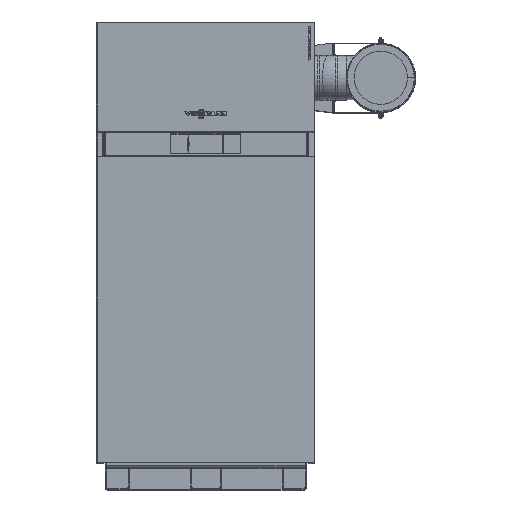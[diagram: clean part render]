
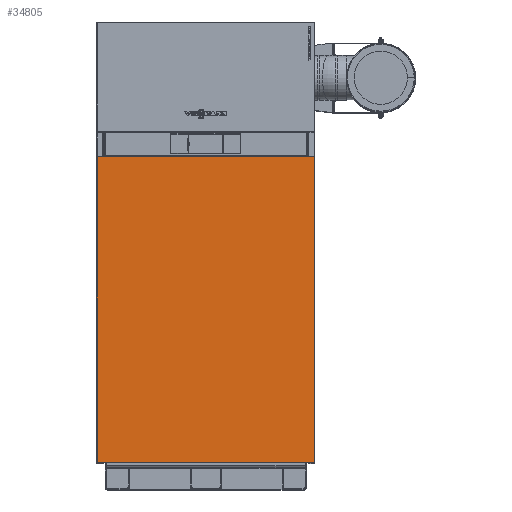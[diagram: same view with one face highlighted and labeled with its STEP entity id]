
A CAD part, top view. The second image highlights one B-rep face of the part: STEP entity #34805.
In plain terms, the highlighted planar face has unit normal (0, 0, 1).
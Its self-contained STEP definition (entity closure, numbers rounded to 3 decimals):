
#3455=FACE_OUTER_BOUND('',#4918,.T.);
#4918=EDGE_LOOP('',(#28740,#28741,#28742,#28743,#28744,#28745,#28746,#28747));
#7986=LINE('',#57765,#11861);
#8034=LINE('',#57961,#11909);
#8035=LINE('',#57963,#11910);
#8036=LINE('',#57965,#11911);
#8037=LINE('',#57967,#11912);
#8038=LINE('',#57968,#11913);
#8039=LINE('',#57970,#11914);
#8040=LINE('',#57971,#11915);
#11861=VECTOR('',#45103,0.039);
#11909=VECTOR('',#45265,0.039);
#11910=VECTOR('',#45266,0.039);
#11911=VECTOR('',#45267,0.039);
#11912=VECTOR('',#45268,0.039);
#11913=VECTOR('',#45269,0.039);
#11914=VECTOR('',#45270,0.039);
#11915=VECTOR('',#45271,0.039);
#16092=VERTEX_POINT('',#57762);
#16093=VERTEX_POINT('',#57764);
#16149=VERTEX_POINT('',#57959);
#16150=VERTEX_POINT('',#57960);
#16151=VERTEX_POINT('',#57962);
#16152=VERTEX_POINT('',#57964);
#16153=VERTEX_POINT('',#57966);
#16154=VERTEX_POINT('',#57969);
#21332=EDGE_CURVE('',#16093,#16092,#7986,.T.);
#21419=EDGE_CURVE('',#16149,#16150,#8034,.T.);
#21420=EDGE_CURVE('',#16149,#16151,#8035,.T.);
#21421=EDGE_CURVE('',#16152,#16151,#8036,.T.);
#21422=EDGE_CURVE('',#16153,#16152,#8037,.T.);
#21423=EDGE_CURVE('',#16093,#16153,#8038,.T.);
#21424=EDGE_CURVE('',#16154,#16092,#8039,.T.);
#21425=EDGE_CURVE('',#16150,#16154,#8040,.T.);
#28740=ORIENTED_EDGE('',*,*,#21419,.F.);
#28741=ORIENTED_EDGE('',*,*,#21420,.T.);
#28742=ORIENTED_EDGE('',*,*,#21421,.F.);
#28743=ORIENTED_EDGE('',*,*,#21422,.F.);
#28744=ORIENTED_EDGE('',*,*,#21423,.F.);
#28745=ORIENTED_EDGE('',*,*,#21332,.T.);
#28746=ORIENTED_EDGE('',*,*,#21424,.F.);
#28747=ORIENTED_EDGE('',*,*,#21425,.F.);
#32352=PLANE('',#37726);
#34805=ADVANCED_FACE('',(#3455),#32352,.T.);
#37726=AXIS2_PLACEMENT_3D('',#57958,#45263,#45264);
#45103=DIRECTION('',(0.,-1.,0.));
#45263=DIRECTION('center_axis',(0.,0.,
1.));
#45264=DIRECTION('ref_axis',(1.,0.,0.));
#45265=DIRECTION('',(-1.,0.,0.));
#45266=DIRECTION('',(0.,1.,0.));
#45267=DIRECTION('',(1.,0.,0.));
#45268=DIRECTION('',(1.,0.,0.));
#45269=DIRECTION('',(1.,0.,0.));
#45270=DIRECTION('',(-1.,0.,0.));
#45271=DIRECTION('',(-1.,0.,0.));
#57762=CARTESIAN_POINT('',(-13.355,-29.401,-9.252));
#57764=CARTESIAN_POINT('',(-13.355,25.521,-9.252));
#57765=CARTESIAN_POINT('',(-13.355,25.56,-9.252));
#57958=CARTESIAN_POINT('Origin',(25.739,-29.44,-9.252));
#57959=CARTESIAN_POINT('',(25.7,-29.401,-9.252));
#57960=CARTESIAN_POINT('',(25.7,-29.401,-9.252));
#57961=CARTESIAN_POINT('',(-13.355,-29.401,-9.252));
#57962=CARTESIAN_POINT('',(25.7,25.521,-9.252));
#57963=CARTESIAN_POINT('',(25.7,-29.44,-9.252));
#57964=CARTESIAN_POINT('',(25.7,25.521,-9.252));
#57965=CARTESIAN_POINT('',(25.7,25.521,-9.252));
#57966=CARTESIAN_POINT('',(-13.355,25.521,-9.252));
#57967=CARTESIAN_POINT('',(-13.355,25.521,-9.252));
#57968=CARTESIAN_POINT('',(25.7,25.521,-9.252));
#57969=CARTESIAN_POINT('',(-13.355,-29.401,-9.252));
#57970=CARTESIAN_POINT('',(-13.355,-29.401,-9.252));
#57971=CARTESIAN_POINT('',(25.7,-29.401,-9.252));
